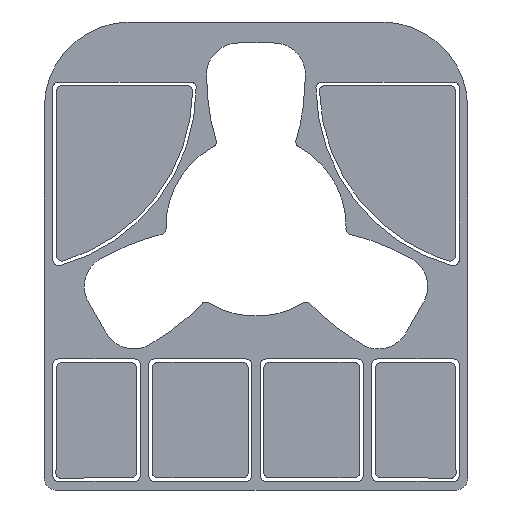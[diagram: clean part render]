
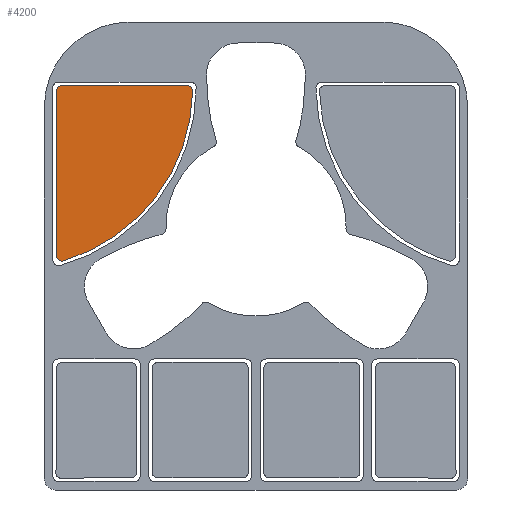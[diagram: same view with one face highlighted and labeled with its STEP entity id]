
A CAD part, front view. The second image highlights one B-rep face of the part: STEP entity #4200.
In plain terms, the highlighted free-form (B-spline) face has degree [1, 1] with [2, 2] control points.
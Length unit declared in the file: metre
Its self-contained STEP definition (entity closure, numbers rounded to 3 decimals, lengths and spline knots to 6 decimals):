
#30=CIRCLE('',#4522,0.001);
#31=CIRCLE('',#4523,0.03164);
#32=CIRCLE('',#4524,0.001);
#33=CIRCLE('',#4525,0.001);
#34=CIRCLE('',#4526,0.001);
#192=LINE('',#7471,#333);
#193=LINE('',#7482,#334);
#333=VECTOR('',#4703,1.);
#334=VECTOR('',#4712,1.);
#479=B_SPLINE_SURFACE_WITH_KNOTS('',1,1,((#7467,#7468),(#7469,#7470)),
 .PLANE_SURF.,.F.,.F.,.F.,(2,2),(2,2),(0.045455,0.954645),
(0.045455,0.954796),.PIECEWISE_BEZIER_KNOTS.);
#769=ORIENTED_EDGE('',*,*,#2066,.F.);
#770=ORIENTED_EDGE('',*,*,#2067,.F.);
#771=ORIENTED_EDGE('',*,*,#2068,.F.);
#772=ORIENTED_EDGE('',*,*,#2069,.F.);
#773=ORIENTED_EDGE('',*,*,#2070,.F.);
#774=ORIENTED_EDGE('',*,*,#2071,.F.);
#775=ORIENTED_EDGE('',*,*,#2072,.F.);
#2066=EDGE_CURVE('',#2718,#2719,#192,.T.);
#2067=EDGE_CURVE('',#2720,#2718,#30,.T.);
#2068=EDGE_CURVE('',#2721,#2720,#31,.T.);
#2069=EDGE_CURVE('',#2722,#2721,#32,.T.);
#2070=EDGE_CURVE('',#2723,#2722,#33,.T.);
#2071=EDGE_CURVE('',#2724,#2723,#193,.T.);
#2072=EDGE_CURVE('',#2719,#2724,#34,.T.);
#2718=VERTEX_POINT('',#7472);
#2719=VERTEX_POINT('',#7473);
#2720=VERTEX_POINT('',#7475);
#2721=VERTEX_POINT('',#7477);
#2722=VERTEX_POINT('',#7479);
#2723=VERTEX_POINT('',#7481);
#2724=VERTEX_POINT('',#7483);
#3492=EDGE_LOOP('',(#769,#770,#771,#772,#773,#774,#775));
#3773=FACE_BOUND('',#3492,.T.);
#4200=ADVANCED_FACE('',(#3773),#479,.F.);
#4522=AXIS2_PLACEMENT_3D('',#7474,#4704,#4705);
#4523=AXIS2_PLACEMENT_3D('',#7476,#4706,#4707);
#4524=AXIS2_PLACEMENT_3D('',#7478,#4708,#4709);
#4525=AXIS2_PLACEMENT_3D('',#7480,#4710,#4711);
#4526=AXIS2_PLACEMENT_3D('',#7484,#4713,#4714);
#4703=DIRECTION('',(0.,0.,1.));
#4704=DIRECTION('',(0.,1.,0.));
#4705=DIRECTION('',(1.,0.,0.));
#4706=DIRECTION('',(0.,1.,0.));
#4707=DIRECTION('',(1.,0.,0.));
#4708=DIRECTION('',(0.,1.,0.));
#4709=DIRECTION('',(1.,0.,0.));
#4710=DIRECTION('',(0.,1.,0.));
#4711=DIRECTION('',(1.,0.,0.));
#4712=DIRECTION('',(1.,0.,0.));
#4713=DIRECTION('',(0.,1.,0.));
#4714=DIRECTION('',(1.,0.,0.));
#7467=CARTESIAN_POINT('',(-0.0349,0.1135,0.0357));
#7468=CARTESIAN_POINT('',(-0.0349,0.1135,0.004826));
#7469=CARTESIAN_POINT('',(-0.010919,0.1135,0.0357));
#7470=CARTESIAN_POINT('',(-0.010919,0.1135,0.004826));
#7471=CARTESIAN_POINT('',(-0.0349,0.1135,0.017694));
#7472=CARTESIAN_POINT('',(-0.0349,0.1135,0.006018));
#7473=CARTESIAN_POINT('',(-0.0349,0.1135,0.0347));
#7474=CARTESIAN_POINT('',(-0.0339,0.1135,0.006018));
#7475=CARTESIAN_POINT('',(-0.033613,0.1135,0.005061));
#7476=CARTESIAN_POINT('',(-0.042697,0.1135,0.035368));
#7477=CARTESIAN_POINT('',(-0.011065,0.1135,0.034678));
#7478=CARTESIAN_POINT('',(-0.012065,0.1135,0.0347));
#7479=CARTESIAN_POINT('',(-0.011065,0.1135,0.0347));
#7480=CARTESIAN_POINT('',(-0.012065,0.1135,0.0347));
#7481=CARTESIAN_POINT('',(-0.012065,0.1135,0.0357));
#7482=CARTESIAN_POINT('',(-0.020693,0.1135,0.0357));
#7483=CARTESIAN_POINT('',(-0.0339,0.1135,0.0357));
#7484=CARTESIAN_POINT('',(-0.0339,0.1135,0.0347));
